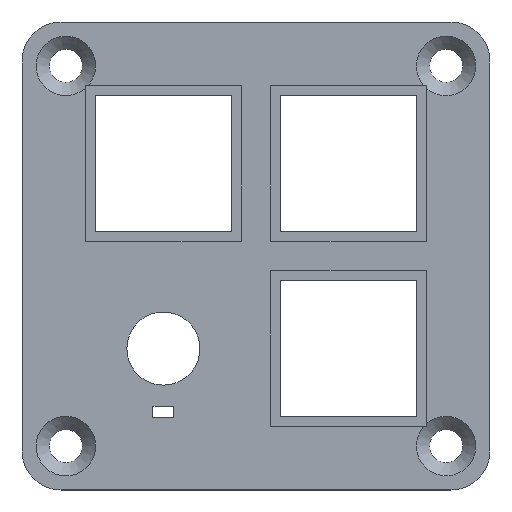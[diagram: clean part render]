
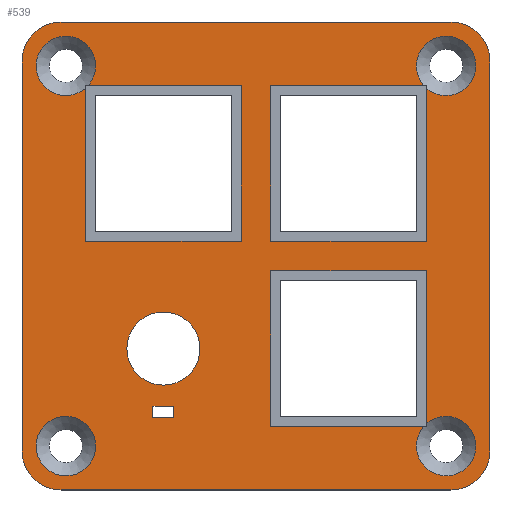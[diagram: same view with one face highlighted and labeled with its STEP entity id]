
A CAD part, top view. The second image highlights one B-rep face of the part: STEP entity #539.
In plain terms, the highlighted planar face has unit normal (0, 0, 1).
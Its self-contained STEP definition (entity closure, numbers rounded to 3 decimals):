
#55 = VERTEX_POINT('',#56);
#56 = CARTESIAN_POINT('',(46.55,43.5,3.));
#62 = EDGE_CURVE('',#55,#63,#65,.T.);
#63 = VERTEX_POINT('',#64);
#64 = CARTESIAN_POINT('',(41.197,41.5,3.));
#65 = CIRCLE('',#66,3.05);
#66 = AXIS2_PLACEMENT_3D('',#67,#68,#69);
#67 = CARTESIAN_POINT('',(43.5,43.5,3.));
#68 = DIRECTION('',(0.,0.,1.));
#69 = DIRECTION('',(1.,0.,0.));
#81 = VERTEX_POINT('',#82);
#82 = CARTESIAN_POINT('',(41.5,41.197,3.));
#89 = EDGE_CURVE('',#81,#55,#90,.T.);
#90 = CIRCLE('',#91,3.05);
#91 = AXIS2_PLACEMENT_3D('',#92,#93,#94);
#92 = CARTESIAN_POINT('',(43.5,43.5,3.));
#93 = DIRECTION('',(0.,0.,1.));
#94 = DIRECTION('',(1.,0.,0.));
#140 = VERTEX_POINT('',#141);
#141 = CARTESIAN_POINT('',(7.55,43.5,3.));
#147 = EDGE_CURVE('',#140,#148,#150,.T.);
#148 = VERTEX_POINT('',#149);
#149 = CARTESIAN_POINT('',(6.5,41.197,3.));
#150 = CIRCLE('',#151,3.05);
#151 = AXIS2_PLACEMENT_3D('',#152,#153,#154);
#152 = CARTESIAN_POINT('',(4.5,43.5,3.));
#153 = DIRECTION('',(0.,0.,1.));
#154 = DIRECTION('',(1.,0.,0.));
#166 = VERTEX_POINT('',#167);
#167 = CARTESIAN_POINT('',(6.803,41.5,3.));
#174 = EDGE_CURVE('',#166,#140,#175,.T.);
#175 = CIRCLE('',#176,3.05);
#176 = AXIS2_PLACEMENT_3D('',#177,#178,#179);
#177 = CARTESIAN_POINT('',(4.5,43.5,3.));
#178 = DIRECTION('',(0.,0.,1.));
#179 = DIRECTION('',(1.,0.,0.));
#225 = VERTEX_POINT('',#226);
#226 = CARTESIAN_POINT('',(46.55,4.5,3.));
#232 = EDGE_CURVE('',#225,#233,#235,.T.);
#233 = VERTEX_POINT('',#234);
#234 = CARTESIAN_POINT('',(41.5,6.803,3.));
#235 = CIRCLE('',#236,3.05);
#236 = AXIS2_PLACEMENT_3D('',#237,#238,#239);
#237 = CARTESIAN_POINT('',(43.5,4.5,3.));
#238 = DIRECTION('',(0.,0.,1.));
#239 = DIRECTION('',(1.,0.,0.));
#251 = VERTEX_POINT('',#252);
#252 = CARTESIAN_POINT('',(41.197,6.5,3.));
#259 = EDGE_CURVE('',#251,#225,#260,.T.);
#260 = CIRCLE('',#261,3.05);
#261 = AXIS2_PLACEMENT_3D('',#262,#263,#264);
#262 = CARTESIAN_POINT('',(43.5,4.5,3.));
#263 = DIRECTION('',(0.,0.,1.));
#264 = DIRECTION('',(1.,0.,0.));
#310 = VERTEX_POINT('',#311);
#311 = CARTESIAN_POINT('',(7.55,4.5,3.));
#317 = EDGE_CURVE('',#310,#310,#318,.T.);
#318 = CIRCLE('',#319,3.05);
#319 = AXIS2_PLACEMENT_3D('',#320,#321,#322);
#320 = CARTESIAN_POINT('',(4.5,4.5,3.));
#321 = DIRECTION('',(0.,0.,1.));
#322 = DIRECTION('',(1.,0.,0.));
#400 = VERTEX_POINT('',#401);
#401 = CARTESIAN_POINT('',(15.575,7.4,3.));
#407 = EDGE_CURVE('',#408,#400,#410,.T.);
#408 = VERTEX_POINT('',#409);
#409 = CARTESIAN_POINT('',(13.425,7.4,3.));
#410 = LINE('',#411,#412);
#411 = CARTESIAN_POINT('',(13.425,7.4,3.));
#412 = VECTOR('',#413,1.);
#413 = DIRECTION('',(1.,0.,0.));
#448 = VERTEX_POINT('',#449);
#449 = CARTESIAN_POINT('',(4.,0.,3.));
#455 = EDGE_CURVE('',#448,#456,#458,.T.);
#456 = VERTEX_POINT('',#457);
#457 = CARTESIAN_POINT('',(44.,0.,3.));
#458 = LINE('',#459,#460);
#459 = CARTESIAN_POINT('',(0.,0.,3.));
#460 = VECTOR('',#461,1.);
#461 = DIRECTION('',(1.,0.,0.));
#487 = VERTEX_POINT('',#488);
#488 = CARTESIAN_POINT('',(0.,4.,3.));
#494 = EDGE_CURVE('',#448,#487,#495,.T.);
#495 = CIRCLE('',#496,4.);
#496 = AXIS2_PLACEMENT_3D('',#497,#498,#499);
#497 = CARTESIAN_POINT('',(4.,4.,3.));
#498 = DIRECTION('',(-0.,-0.,-1.));
#499 = DIRECTION('',(0.,-1.,0.));
#520 = VERTEX_POINT('',#521);
#521 = CARTESIAN_POINT('',(48.,4.,3.));
#527 = EDGE_CURVE('',#456,#520,#528,.T.);
#528 = CIRCLE('',#529,4.);
#529 = AXIS2_PLACEMENT_3D('',#530,#531,#532);
#530 = CARTESIAN_POINT('',(44.,4.,3.));
#531 = DIRECTION('',(-0.,0.,1.));
#532 = DIRECTION('',(0.,-1.,0.));
#539 = ADVANCED_FACE('',(#540,#585,#588,#613,#624,#658,#692),#726,.T.);
#540 = FACE_BOUND('',#541,.T.);
#541 = EDGE_LOOP('',(#542,#543,#544,#552,#561,#569,#578,#584));
#542 = ORIENTED_EDGE('',*,*,#455,.T.);
#543 = ORIENTED_EDGE('',*,*,#527,.T.);
#544 = ORIENTED_EDGE('',*,*,#545,.T.);
#545 = EDGE_CURVE('',#520,#546,#548,.T.);
#546 = VERTEX_POINT('',#547);
#547 = CARTESIAN_POINT('',(48.,44.,3.));
#548 = LINE('',#549,#550);
#549 = CARTESIAN_POINT('',(48.,0.,3.));
#550 = VECTOR('',#551,1.);
#551 = DIRECTION('',(0.,1.,0.));
#552 = ORIENTED_EDGE('',*,*,#553,.T.);
#553 = EDGE_CURVE('',#546,#554,#556,.T.);
#554 = VERTEX_POINT('',#555);
#555 = CARTESIAN_POINT('',(44.,48.,3.));
#556 = CIRCLE('',#557,4.);
#557 = AXIS2_PLACEMENT_3D('',#558,#559,#560);
#558 = CARTESIAN_POINT('',(44.,44.,3.));
#559 = DIRECTION('',(-0.,0.,1.));
#560 = DIRECTION('',(0.,-1.,0.));
#561 = ORIENTED_EDGE('',*,*,#562,.T.);
#562 = EDGE_CURVE('',#554,#563,#565,.T.);
#563 = VERTEX_POINT('',#564);
#564 = CARTESIAN_POINT('',(4.,48.,3.));
#565 = LINE('',#566,#567);
#566 = CARTESIAN_POINT('',(48.,48.,3.));
#567 = VECTOR('',#568,1.);
#568 = DIRECTION('',(-1.,0.,0.));
#569 = ORIENTED_EDGE('',*,*,#570,.F.);
#570 = EDGE_CURVE('',#571,#563,#573,.T.);
#571 = VERTEX_POINT('',#572);
#572 = CARTESIAN_POINT('',(0.,44.,3.));
#573 = CIRCLE('',#574,4.);
#574 = AXIS2_PLACEMENT_3D('',#575,#576,#577);
#575 = CARTESIAN_POINT('',(4.,44.,3.));
#576 = DIRECTION('',(-0.,-0.,-1.));
#577 = DIRECTION('',(0.,-1.,0.));
#578 = ORIENTED_EDGE('',*,*,#579,.T.);
#579 = EDGE_CURVE('',#571,#487,#580,.T.);
#580 = LINE('',#581,#582);
#581 = CARTESIAN_POINT('',(0.,48.,3.));
#582 = VECTOR('',#583,1.);
#583 = DIRECTION('',(0.,-1.,0.));
#584 = ORIENTED_EDGE('',*,*,#494,.F.);
#585 = FACE_BOUND('',#586,.T.);
#586 = EDGE_LOOP('',(#587));
#587 = ORIENTED_EDGE('',*,*,#317,.F.);
#588 = FACE_BOUND('',#589,.T.);
#589 = EDGE_LOOP('',(#590,#598,#599,#607));
#590 = ORIENTED_EDGE('',*,*,#591,.F.);
#591 = EDGE_CURVE('',#400,#592,#594,.T.);
#592 = VERTEX_POINT('',#593);
#593 = CARTESIAN_POINT('',(15.575,8.6,3.));
#594 = LINE('',#595,#596);
#595 = CARTESIAN_POINT('',(15.575,7.4,3.));
#596 = VECTOR('',#597,1.);
#597 = DIRECTION('',(0.,1.,0.));
#598 = ORIENTED_EDGE('',*,*,#407,.F.);
#599 = ORIENTED_EDGE('',*,*,#600,.F.);
#600 = EDGE_CURVE('',#601,#408,#603,.T.);
#601 = VERTEX_POINT('',#602);
#602 = CARTESIAN_POINT('',(13.425,8.6,3.));
#603 = LINE('',#604,#605);
#604 = CARTESIAN_POINT('',(13.425,8.6,3.));
#605 = VECTOR('',#606,1.);
#606 = DIRECTION('',(0.,-1.,0.));
#607 = ORIENTED_EDGE('',*,*,#608,.F.);
#608 = EDGE_CURVE('',#592,#601,#609,.T.);
#609 = LINE('',#610,#611);
#610 = CARTESIAN_POINT('',(15.575,8.6,3.));
#611 = VECTOR('',#612,1.);
#612 = DIRECTION('',(-1.,0.,0.));
#613 = FACE_BOUND('',#614,.T.);
#614 = EDGE_LOOP('',(#615));
#615 = ORIENTED_EDGE('',*,*,#616,.F.);
#616 = EDGE_CURVE('',#617,#617,#619,.T.);
#617 = VERTEX_POINT('',#618);
#618 = CARTESIAN_POINT('',(18.25,14.5,3.));
#619 = CIRCLE('',#620,3.75);
#620 = AXIS2_PLACEMENT_3D('',#621,#622,#623);
#621 = CARTESIAN_POINT('',(14.5,14.5,3.));
#622 = DIRECTION('',(0.,0.,1.));
#623 = DIRECTION('',(1.,0.,0.));
#624 = FACE_BOUND('',#625,.T.);
#625 = EDGE_LOOP('',(#626,#636,#644,#650,#651,#652));
#626 = ORIENTED_EDGE('',*,*,#627,.F.);
#627 = EDGE_CURVE('',#628,#630,#632,.T.);
#628 = VERTEX_POINT('',#629);
#629 = CARTESIAN_POINT('',(25.5,22.5,3.));
#630 = VERTEX_POINT('',#631);
#631 = CARTESIAN_POINT('',(25.5,6.5,3.));
#632 = LINE('',#633,#634);
#633 = CARTESIAN_POINT('',(25.5,22.5,3.));
#634 = VECTOR('',#635,1.);
#635 = DIRECTION('',(0.,-1.,0.));
#636 = ORIENTED_EDGE('',*,*,#637,.F.);
#637 = EDGE_CURVE('',#638,#628,#640,.T.);
#638 = VERTEX_POINT('',#639);
#639 = CARTESIAN_POINT('',(41.5,22.5,3.));
#640 = LINE('',#641,#642);
#641 = CARTESIAN_POINT('',(41.5,22.5,3.));
#642 = VECTOR('',#643,1.);
#643 = DIRECTION('',(-1.,0.,0.));
#644 = ORIENTED_EDGE('',*,*,#645,.F.);
#645 = EDGE_CURVE('',#233,#638,#646,.T.);
#646 = LINE('',#647,#648);
#647 = CARTESIAN_POINT('',(41.5,6.5,3.));
#648 = VECTOR('',#649,1.);
#649 = DIRECTION('',(0.,1.,0.));
#650 = ORIENTED_EDGE('',*,*,#232,.F.);
#651 = ORIENTED_EDGE('',*,*,#259,.F.);
#652 = ORIENTED_EDGE('',*,*,#653,.F.);
#653 = EDGE_CURVE('',#630,#251,#654,.T.);
#654 = LINE('',#655,#656);
#655 = CARTESIAN_POINT('',(25.5,6.5,3.));
#656 = VECTOR('',#657,1.);
#657 = DIRECTION('',(1.,0.,0.));
#658 = FACE_BOUND('',#659,.T.);
#659 = EDGE_LOOP('',(#660,#668,#669,#670,#678,#686));
#660 = ORIENTED_EDGE('',*,*,#661,.F.);
#661 = EDGE_CURVE('',#148,#662,#664,.T.);
#662 = VERTEX_POINT('',#663);
#663 = CARTESIAN_POINT('',(6.5,25.5,3.));
#664 = LINE('',#665,#666);
#665 = CARTESIAN_POINT('',(6.5,41.5,3.));
#666 = VECTOR('',#667,1.);
#667 = DIRECTION('',(0.,-1.,0.));
#668 = ORIENTED_EDGE('',*,*,#147,.F.);
#669 = ORIENTED_EDGE('',*,*,#174,.F.);
#670 = ORIENTED_EDGE('',*,*,#671,.F.);
#671 = EDGE_CURVE('',#672,#166,#674,.T.);
#672 = VERTEX_POINT('',#673);
#673 = CARTESIAN_POINT('',(22.5,41.5,3.));
#674 = LINE('',#675,#676);
#675 = CARTESIAN_POINT('',(22.5,41.5,3.));
#676 = VECTOR('',#677,1.);
#677 = DIRECTION('',(-1.,0.,0.));
#678 = ORIENTED_EDGE('',*,*,#679,.F.);
#679 = EDGE_CURVE('',#680,#672,#682,.T.);
#680 = VERTEX_POINT('',#681);
#681 = CARTESIAN_POINT('',(22.5,25.5,3.));
#682 = LINE('',#683,#684);
#683 = CARTESIAN_POINT('',(22.5,25.5,3.));
#684 = VECTOR('',#685,1.);
#685 = DIRECTION('',(0.,1.,0.));
#686 = ORIENTED_EDGE('',*,*,#687,.F.);
#687 = EDGE_CURVE('',#662,#680,#688,.T.);
#688 = LINE('',#689,#690);
#689 = CARTESIAN_POINT('',(6.5,25.5,3.));
#690 = VECTOR('',#691,1.);
#691 = DIRECTION('',(1.,0.,0.));
#692 = FACE_BOUND('',#693,.T.);
#693 = EDGE_LOOP('',(#694,#704,#710,#711,#712,#720));
#694 = ORIENTED_EDGE('',*,*,#695,.F.);
#695 = EDGE_CURVE('',#696,#698,#700,.T.);
#696 = VERTEX_POINT('',#697);
#697 = CARTESIAN_POINT('',(25.5,41.5,3.));
#698 = VERTEX_POINT('',#699);
#699 = CARTESIAN_POINT('',(25.5,25.5,3.));
#700 = LINE('',#701,#702);
#701 = CARTESIAN_POINT('',(25.5,41.5,3.));
#702 = VECTOR('',#703,1.);
#703 = DIRECTION('',(0.,-1.,0.));
#704 = ORIENTED_EDGE('',*,*,#705,.F.);
#705 = EDGE_CURVE('',#63,#696,#706,.T.);
#706 = LINE('',#707,#708);
#707 = CARTESIAN_POINT('',(41.5,41.5,3.));
#708 = VECTOR('',#709,1.);
#709 = DIRECTION('',(-1.,0.,0.));
#710 = ORIENTED_EDGE('',*,*,#62,.F.);
#711 = ORIENTED_EDGE('',*,*,#89,.F.);
#712 = ORIENTED_EDGE('',*,*,#713,.F.);
#713 = EDGE_CURVE('',#714,#81,#716,.T.);
#714 = VERTEX_POINT('',#715);
#715 = CARTESIAN_POINT('',(41.5,25.5,3.));
#716 = LINE('',#717,#718);
#717 = CARTESIAN_POINT('',(41.5,25.5,3.));
#718 = VECTOR('',#719,1.);
#719 = DIRECTION('',(0.,1.,0.));
#720 = ORIENTED_EDGE('',*,*,#721,.F.);
#721 = EDGE_CURVE('',#698,#714,#722,.T.);
#722 = LINE('',#723,#724);
#723 = CARTESIAN_POINT('',(25.5,25.5,3.));
#724 = VECTOR('',#725,1.);
#725 = DIRECTION('',(1.,0.,0.));
#726 = PLANE('',#727);
#727 = AXIS2_PLACEMENT_3D('',#728,#729,#730);
#728 = CARTESIAN_POINT('',(24.,24.,3.));
#729 = DIRECTION('',(0.,0.,1.));
#730 = DIRECTION('',(1.,0.,0.));
